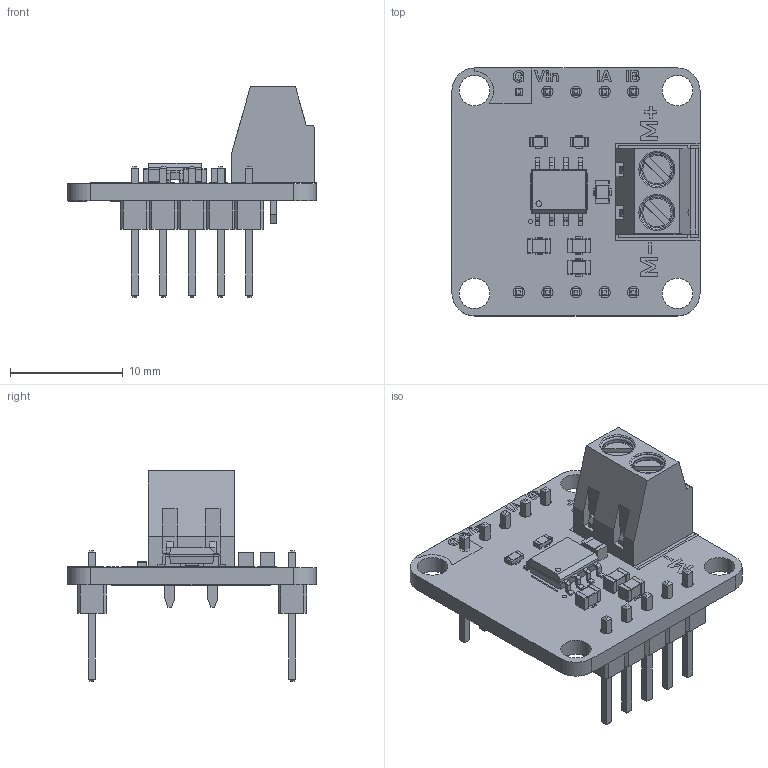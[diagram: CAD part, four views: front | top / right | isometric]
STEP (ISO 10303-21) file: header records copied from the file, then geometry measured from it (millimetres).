
FILE_DESCRIPTION(('KiCad electronic assembly'),'2;1');
FILE_NAME('AX22-0037.step','2025-12-08T18:47:26',('Pcbnew'),('Kicad'), 'Open CASCADE STEP processor 7.8','KiCad to STEP converter','Unknown' );
FILE_SCHEMA(('AUTOMOTIVE_DESIGN { 1 0 10303 214 1 1 1 1 }'));
Length unit declared in the file: millimetre
Products named in the file (8): AX22-0037 1; DG381-THR-3.81-02P-14-00AH; C_0805_2012Metric; L9110S; PinHeader_1x05_P2.54mm_Vertical; R_0603_1608Metric; AX22_MotorDriver_6V_L9110S_silkscreen; AX22_MotorDriver_6V_L9110S_PCB
Assembly tree (12 placements, depth 2):
  AX22-0037 1
    DG381-THR-3.81-02P-14-00AH
    C_0805_2012Metric  x4
    L9110S
    PinHeader_1x05_P2.54mm_Vertical  x2
    R_0603_1608Metric  x2
    AX22_MotorDriver_6V_L9110S_silkscreen
    AX22_MotorDriver_6V_L9110S_PCB
Bounding box: 22 x 22 x 18.64 mm (x, y, z)
Volume: 1259.3 mm3; surface area: 2331 mm2
Topology: 20 solids, 94 shells, 1074 faces, 4048 edges, 3158 vertices
Faces by surface type: plane 751, bspline 180, cylinder 133, torus 10
Full cylindrical faces by diameter (mm): 1 x10, 1.5 x2, 2.7 x4
Entity records: 49829 total; most frequent: CARTESIAN_POINT 17581, ORIENTED_EDGE 5444, DIRECTION 4884, EDGE_CURVE 3468, VERTEX_POINT 2786, LINE 2670, VECTOR 2670, AXIS2_PLACEMENT_3D 1107
